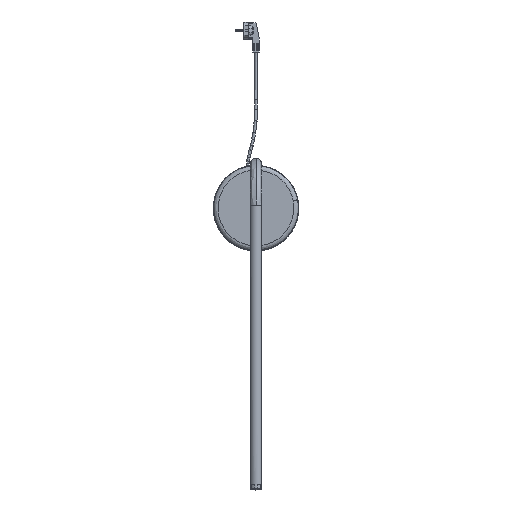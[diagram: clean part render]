
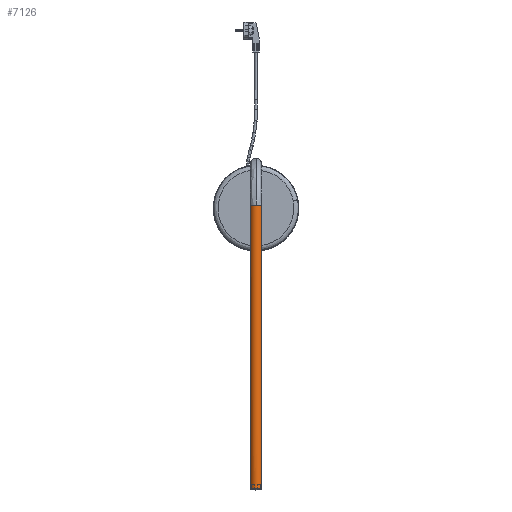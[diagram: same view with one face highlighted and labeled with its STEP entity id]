
A CAD part, top view. The second image highlights one B-rep face of the part: STEP entity #7126.
In plain terms, the highlighted cylindrical face has radius 12.5 mm (diameter 25 mm), a partial arc.
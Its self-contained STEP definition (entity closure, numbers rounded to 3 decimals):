
#76=CYLINDRICAL_SURFACE('',#16401,12.5);
#333=B_SPLINE_CURVE_WITH_KNOTS('',1,(#19149,#19150),.UNSPECIFIED.,.F.,.F.,
(2,2),(0.,597.),.UNSPECIFIED.);
#335=B_SPLINE_CURVE_WITH_KNOTS('',1,(#19158,#19159),.UNSPECIFIED.,.F.,.F.,
(2,2),(0.,597.),.UNSPECIFIED.);
#7126=ADVANCED_FACE('',(#7787),#76,.T.);
#7787=FACE_OUTER_BOUND('',#8457,.T.);
#8457=EDGE_LOOP('',(#9385,#9386,#9387,#9388,#9389,#9390,#9391));
#9385=ORIENTED_EDGE('',*,*,#12512,.F.);
#9386=ORIENTED_EDGE('',*,*,#12516,.F.);
#9387=ORIENTED_EDGE('',*,*,#12520,.T.);
#9388=ORIENTED_EDGE('',*,*,#12521,.T.);
#9389=ORIENTED_EDGE('',*,*,#12565,.T.);
#9390=ORIENTED_EDGE('',*,*,#12535,.T.);
#9391=ORIENTED_EDGE('',*,*,#12517,.F.);
#12512=EDGE_CURVE('',#15031,#15018,#14170,.T.);
#12516=EDGE_CURVE('',#15023,#15031,#14174,.T.);
#12517=EDGE_CURVE('',#15018,#15033,#333,.T.);
#12520=EDGE_CURVE('',#15023,#15035,#335,.T.);
#12521=EDGE_CURVE('',#15035,#15070,#14176,.T.);
#12535=EDGE_CURVE('',#15071,#15033,#14179,.T.);
#12565=EDGE_CURVE('',#15070,#15071,#14190,.T.);
#14170=(
BOUNDED_CURVE()
B_SPLINE_CURVE(2,(#19126,#19127,#19128,#19129,#19130),.UNSPECIFIED.,.F.,
 .F.)
B_SPLINE_CURVE_WITH_KNOTS((3,2,3),(0.,16.623,33.247),
 .UNSPECIFIED.)
CURVE()
GEOMETRIC_REPRESENTATION_ITEM()
RATIONAL_B_SPLINE_CURVE((1.,0.787,1.,0.787,1.))
REPRESENTATION_ITEM('')
);
#14174=(
BOUNDED_CURVE()
B_SPLINE_CURVE(2,(#19144,#19145,#19146,#19147,#19148),.UNSPECIFIED.,.F.,
 .F.)
B_SPLINE_CURVE_WITH_KNOTS((3,2,3),(45.293,61.916,78.54),
 .UNSPECIFIED.)
CURVE()
GEOMETRIC_REPRESENTATION_ITEM()
RATIONAL_B_SPLINE_CURVE((1.,0.787,1.,0.787,1.))
REPRESENTATION_ITEM('')
);
#14176=(
BOUNDED_CURVE()
B_SPLINE_CURVE(2,(#19160,#19161,#19162),.UNSPECIFIED.,.F.,.F.)
B_SPLINE_CURVE_WITH_KNOTS((3,3),(0.,1.571),.UNSPECIFIED.)
CURVE()
GEOMETRIC_REPRESENTATION_ITEM()
RATIONAL_B_SPLINE_CURVE((1.,0.998,1.))
REPRESENTATION_ITEM('')
);
#14179=(
BOUNDED_CURVE()
B_SPLINE_CURVE(2,(#19193,#19194,#19195),.UNSPECIFIED.,.F.,.F.)
B_SPLINE_CURVE_WITH_KNOTS((3,3),(64.923,66.494),
 .UNSPECIFIED.)
CURVE()
GEOMETRIC_REPRESENTATION_ITEM()
RATIONAL_B_SPLINE_CURVE((1.,0.998,1.))
REPRESENTATION_ITEM('')
);
#14190=(
BOUNDED_CURVE()
B_SPLINE_CURVE(2,(#19340,#19341,#19342,#19343,#19344,#19345,#19346,#19347,
#19348),.UNSPECIFIED.,.F.,.F.)
B_SPLINE_CURVE_WITH_KNOTS((3,2,2,2,3),(1.571,16.623,
33.247,49.87,64.923),.UNSPECIFIED.)
CURVE()
GEOMETRIC_REPRESENTATION_ITEM()
RATIONAL_B_SPLINE_CURVE((1.,0.822,1.,0.787,1.,0.787,
1.,0.822,1.))
REPRESENTATION_ITEM('')
);
#15018=VERTEX_POINT('',#19011);
#15023=VERTEX_POINT('',#19016);
#15031=VERTEX_POINT('',#19024);
#15033=VERTEX_POINT('',#19026);
#15035=VERTEX_POINT('',#19028);
#15070=VERTEX_POINT('',#19063);
#15071=VERTEX_POINT('',#19064);
#16401=AXIS2_PLACEMENT_3D('',#18775,#16832,$);
#16832=DIRECTION('',(0.,-1.,0.));
#18775=CARTESIAN_POINT('',(0.,-296.036,2074.9));
#19011=CARTESIAN_POINT('',(5.793,2.464,2063.823));
#19016=CARTESIAN_POINT('',(-5.793,2.464,2063.823));
#19024=CARTESIAN_POINT('',(0.,2.464,2087.4));
#19026=CARTESIAN_POINT('',(5.793,-594.536,2063.823));
#19028=CARTESIAN_POINT('',(-5.793,-594.536,2063.823));
#19063=CARTESIAN_POINT('',(-7.065,-594.536,2064.588));
#19064=CARTESIAN_POINT('',(7.065,-594.536,2064.588));
#19126=CARTESIAN_POINT('',(0.,2.464,2087.4));
#19127=CARTESIAN_POINT('',(9.801,2.464,2087.4));
#19128=CARTESIAN_POINT('',(12.139,2.464,2077.882));
#19129=CARTESIAN_POINT('',(14.477,2.464,2068.365));
#19130=CARTESIAN_POINT('',(5.793,2.464,2063.823));
#19144=CARTESIAN_POINT('',(-5.793,2.464,2063.823));
#19145=CARTESIAN_POINT('',(-14.477,2.464,2068.365));
#19146=CARTESIAN_POINT('',(-12.139,2.464,2077.882));
#19147=CARTESIAN_POINT('',(-9.801,2.464,2087.4));
#19148=CARTESIAN_POINT('',(0.,2.464,2087.4));
#19149=CARTESIAN_POINT('',(5.793,2.464,2063.823));
#19150=CARTESIAN_POINT('',(5.793,-594.536,2063.823));
#19158=CARTESIAN_POINT('',(-5.793,2.464,2063.823));
#19159=CARTESIAN_POINT('',(-5.793,-594.536,2063.823));
#19160=CARTESIAN_POINT('',(-5.793,-594.536,2063.823));
#19161=CARTESIAN_POINT('',(-6.452,-594.536,2064.168));
#19162=CARTESIAN_POINT('',(-7.065,-594.536,2064.588));
#19193=CARTESIAN_POINT('',(7.065,-594.536,2064.588));
#19194=CARTESIAN_POINT('',(6.452,-594.536,2064.168));
#19195=CARTESIAN_POINT('',(5.793,-594.536,2063.823));
#19340=CARTESIAN_POINT('',(-7.065,-594.536,2064.588));
#19341=CARTESIAN_POINT('',(-14.204,-594.536,2069.479));
#19342=CARTESIAN_POINT('',(-12.139,-594.536,2077.882));
#19343=CARTESIAN_POINT('',(-9.801,-594.536,2087.4));
#19344=CARTESIAN_POINT('',(0.,-594.536,2087.4));
#19345=CARTESIAN_POINT('',(9.801,-594.536,2087.4));
#19346=CARTESIAN_POINT('',(12.139,-594.536,2077.882));
#19347=CARTESIAN_POINT('',(14.204,-594.536,2069.479));
#19348=CARTESIAN_POINT('',(7.065,-594.536,2064.588));
